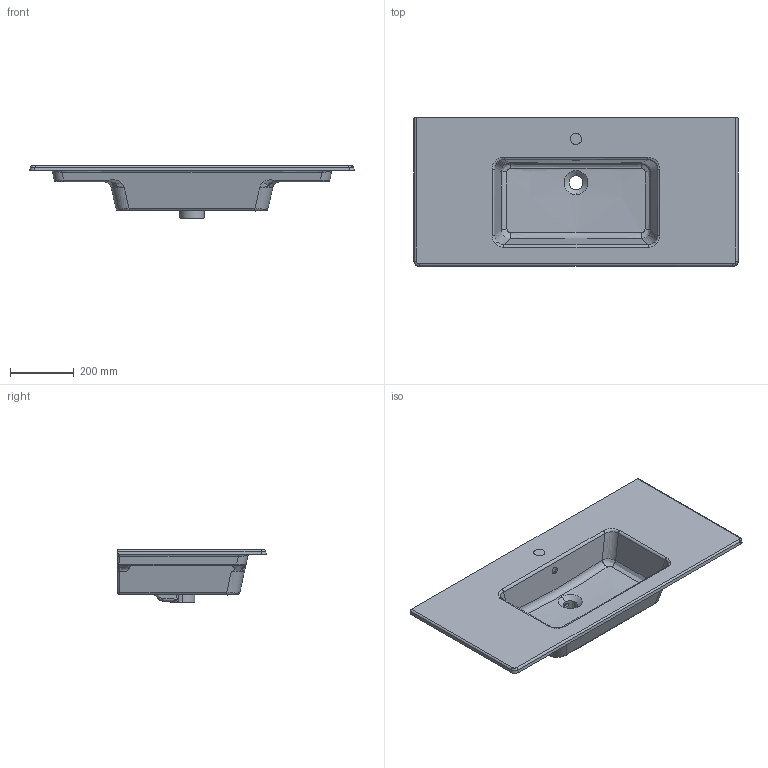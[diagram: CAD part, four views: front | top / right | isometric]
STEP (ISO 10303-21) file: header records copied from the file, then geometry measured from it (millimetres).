
FILE_DESCRIPTION (( 'STEP AP214' ), '1' );
FILE_NAME ('UN100B.0TH_Step_v10822.STEP', '2022-08-16T13:16:33', ( '' ), ( '' ), 'SwSTEP 2.0', 'SolidWorks 2019', '' );
FILE_SCHEMA (( 'AUTOMOTIVE_DESIGN' ));
Length unit declared in the file: millimetre
Products named in the file (1): UN100B.0TH_Step_v10822
Bounding box: 1016 x 465 x 165 mm (x, y, z)
Volume: 14367662.2 mm3; surface area: 1507847.5 mm2
Topology: 1 solids, 1 shells, 456 faces, 1097 edges, 642 vertices
Faces by surface type: bspline 455, plane 1
Entity records: 51339 total; most frequent: CARTESIAN_POINT 45073, ORIENTED_EDGE 2178, EDGE_CURVE 1089, B_SPLINE_CURVE_WITH_KNOTS 824, VERTEX_POINT 642, EDGE_LOOP 467, ADVANCED_FACE 456, FACE_OUTER_BOUND 456
